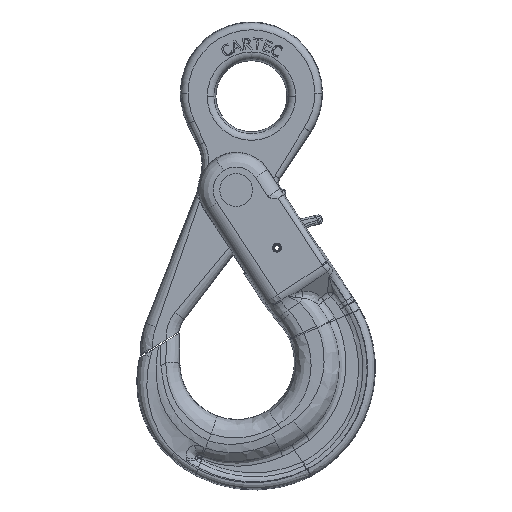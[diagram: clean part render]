
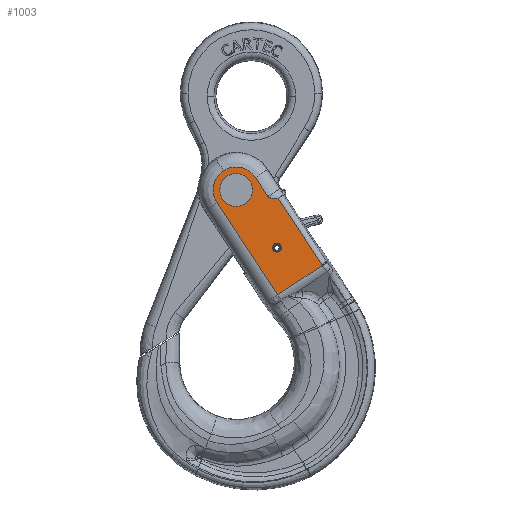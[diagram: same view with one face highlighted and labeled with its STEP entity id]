
A CAD part, top view. The second image highlights one B-rep face of the part: STEP entity #1003.
In plain terms, the highlighted planar face has unit normal (0, 0, 1).
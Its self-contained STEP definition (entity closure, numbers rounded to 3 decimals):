
#1003=ADVANCED_FACE('',(#2444,#2445,#2446),#2447,.F.);
#2444=FACE_OUTER_BOUND('',#5649,.T.);
#2445=FACE_BOUND('',#5650,.T.);
#2446=FACE_BOUND('',#5651,.T.);
#2447=PLANE('',#5652);
#5649=EDGE_LOOP('',(#17829,#17830,#17831,#17832,#17833,#17834,#17835,#17836));
#5650=EDGE_LOOP('',(#17837,#17838));
#5651=EDGE_LOOP('',(#17839,#17840));
#5652=AXIS2_PLACEMENT_3D('',#17841,#17842,#17843);
#17829=ORIENTED_EDGE('',*,*,#21839,.F.);
#17830=ORIENTED_EDGE('',*,*,#21840,.F.);
#17831=ORIENTED_EDGE('',*,*,#21841,.F.);
#17832=ORIENTED_EDGE('',*,*,#21842,.F.);
#17833=ORIENTED_EDGE('',*,*,#21843,.F.);
#17834=ORIENTED_EDGE('',*,*,#21844,.F.);
#17835=ORIENTED_EDGE('',*,*,#21845,.F.);
#17836=ORIENTED_EDGE('',*,*,#21812,.F.);
#17837=ORIENTED_EDGE('',*,*,#21793,.T.);
#17838=ORIENTED_EDGE('',*,*,#21846,.T.);
#17839=ORIENTED_EDGE('',*,*,#21847,.F.);
#17840=ORIENTED_EDGE('',*,*,#21783,.F.);
#17841=CARTESIAN_POINT('',(6.295,151.357,25.0));
#17842=DIRECTION('',(0.0,0.0,-1.0));
#17843=DIRECTION('',(0.0,-1.0,0.0));
#21783=EDGE_CURVE('',#24173,#24169,#24175,.F.);
#21793=EDGE_CURVE('',#24187,#24191,#24193,.T.);
#21812=EDGE_CURVE('',#24225,#24227,#24228,.T.);
#21839=EDGE_CURVE('',#24274,#24225,#24275,.T.);
#21840=EDGE_CURVE('',#24276,#24274,#24277,.T.);
#21841=EDGE_CURVE('',#24278,#24276,#24279,.F.);
#21842=EDGE_CURVE('',#24280,#24278,#24281,.T.);
#21843=EDGE_CURVE('',#24282,#24280,#24283,.T.);
#21844=EDGE_CURVE('',#24284,#24282,#24285,.F.);
#21845=EDGE_CURVE('',#24227,#24284,#24286,.F.);
#21846=EDGE_CURVE('',#24191,#24187,#24287,.T.);
#21847=EDGE_CURVE('',#24169,#24173,#24288,.F.);
#24169=VERTEX_POINT('',#28230);
#24173=VERTEX_POINT('',#28235);
#24175=CIRCLE('',#28238,3.125);
#24187=VERTEX_POINT('',#28252);
#24191=VERTEX_POINT('',#28257);
#24193=CIRCLE('',#28260,11.125);
#24225=VERTEX_POINT('',#28305);
#24227=VERTEX_POINT('',#28307);
#24228=LINE('',#28308,#28309);
#24274=VERTEX_POINT('',#28392);
#24275=LINE('',#28393,#28394);
#24276=VERTEX_POINT('',#28395);
#24277=B_SPLINE_CURVE_WITH_KNOTS('',3,(#28396,#28397,#28398,#28399),.UNSPECIFIED.,.F.,.F.,(4,4),(0.,1.),.UNSPECIFIED.);
#24278=VERTEX_POINT('',#28400);
#24279=LINE('',#28401,#28402);
#24280=VERTEX_POINT('',#28403);
#24281=B_SPLINE_CURVE_WITH_KNOTS('',3,(#28404,#28405,#28406,#28407,#28408,#28409,#28410,#28411,#28412,#28413,#28414,#28415,#28416,#28417,#28418,#28419,#28420,#28421,#28422),.UNSPECIFIED.,.F.,.F.,(4,3,3,3,3,3,4),(-1.,-0.789,-0.652,-0.5,-0.348,-0.211,0.0),.UNSPECIFIED.);
#24282=VERTEX_POINT('',#28423);
#24283=B_SPLINE_CURVE_WITH_KNOTS('',3,(#28424,#28425,#28426,#28427,#28428,#28429,#28430,#28431,#28432,#28433,#28434,#28435,#28436),.UNSPECIFIED.,.F.,.F.,(4,3,3,3,4),(0.,0.211,0.5,0.789,1.),.UNSPECIFIED.);
#24284=VERTEX_POINT('',#28437);
#24285=LINE('',#28438,#28439);
#24286=LINE('',#28440,#28441);
#24287=CIRCLE('',#28442,11.125);
#24288=CIRCLE('',#28443,3.125);
#28230=CARTESIAN_POINT('',(24.938,80.427,25.0));
#28235=CARTESIAN_POINT('',(31.188,80.427,25.0));
#28238=AXIS2_PLACEMENT_3D('',#37267,#37268,#37269);
#28252=CARTESIAN_POINT('',(-11.675,121.1,25.0));
#28257=CARTESIAN_POINT('',(10.575,121.1,25.0));
#28260=AXIS2_PLACEMENT_3D('',#37283,#37284,#37285);
#28305=CARTESIAN_POINT('',(59.678,68.537,25.0));
#28307=CARTESIAN_POINT('',(60.09,67.906,25.));
#28308=CARTESIAN_POINT('',(59.678,68.537,25.0));
#28309=VECTOR('',#37311,10.0);
#28392=CARTESIAN_POINT('',(29.084,115.361,25.0));
#28393=CARTESIAN_POINT('',(29.084,115.361,25.0));
#28394=VECTOR('',#37344,10.0);
#28395=CARTESIAN_POINT('',(21.746,116.539,25.));
#28396=CARTESIAN_POINT('',(21.746,116.539,25.0));
#28397=CARTESIAN_POINT('',(23.212,114.296,25.0));
#28398=CARTESIAN_POINT('',(26.638,115.753,25.0));
#28399=CARTESIAN_POINT('',(29.084,115.361,25.0));
#28400=CARTESIAN_POINT('',(12.994,129.933,25.));
#28401=CARTESIAN_POINT('',(21.746,116.539,25.));
#28402=VECTOR('',#37345,10.0);
#28403=CARTESIAN_POINT('',(-9.358,134.619,25.0));
#28404=CARTESIAN_POINT('',(-9.358,134.619,25.0));
#28405=CARTESIAN_POINT('',(-7.871,135.591,25.0));
#28406=CARTESIAN_POINT('',(-6.205,136.321,25.0));
#28407=CARTESIAN_POINT('',(-4.475,136.758,25.0));
#28408=CARTESIAN_POINT('',(-3.355,137.041,25.0));
#28409=CARTESIAN_POINT('',(-2.208,137.202,25.0));
#28410=CARTESIAN_POINT('',(-1.055,137.239,25.0));
#28411=CARTESIAN_POINT('',(0.231,137.281,25.0));
#28412=CARTESIAN_POINT('',(1.526,137.171,25.0));
#28413=CARTESIAN_POINT('',(2.788,136.906,25.0));
#28414=CARTESIAN_POINT('',(4.051,136.641,25.0));
#28415=CARTESIAN_POINT('',(5.281,136.223,25.0));
#28416=CARTESIAN_POINT('',(6.442,135.668,25.0));
#28417=CARTESIAN_POINT('',(7.483,135.17,25.0));
#28418=CARTESIAN_POINT('',(8.469,134.563,25.0));
#28419=CARTESIAN_POINT('',(9.381,133.854,25.0));
#28420=CARTESIAN_POINT('',(10.79,132.758,25.0));
#28421=CARTESIAN_POINT('',(12.023,131.421,25.0));
#28422=CARTESIAN_POINT('',(12.994,129.933,25.0));
#28423=CARTESIAN_POINT('',(-14.045,112.267,25.0));
#28424=CARTESIAN_POINT('',(-14.045,112.267,25.0));
#28425=CARTESIAN_POINT('',(-15.016,113.756,25.0));
#28426=CARTESIAN_POINT('',(-15.746,115.418,25.0));
#28427=CARTESIAN_POINT('',(-16.183,117.15,25.0));
#28428=CARTESIAN_POINT('',(-16.782,119.522,25.0));
#28429=CARTESIAN_POINT('',(-16.832,122.025,25.0));
#28430=CARTESIAN_POINT('',(-16.331,124.414,25.0));
#28431=CARTESIAN_POINT('',(-15.83,126.802,25.0));
#28432=CARTESIAN_POINT('',(-14.78,129.074,25.0));
#28433=CARTESIAN_POINT('',(-13.279,131.007,25.0));
#28434=CARTESIAN_POINT('',(-12.183,132.417,25.0));
#28435=CARTESIAN_POINT('',(-10.846,133.646,25.0));
#28436=CARTESIAN_POINT('',(-9.358,134.619,25.0));
#28437=CARTESIAN_POINT('',(28.448,47.232,25.));
#28438=CARTESIAN_POINT('',(-14.045,112.267,25.0));
#28439=VECTOR('',#37346,10.0);
#28440=CARTESIAN_POINT('',(28.474,47.249,25.));
#28441=VECTOR('',#37347,10.0);
#28442=AXIS2_PLACEMENT_3D('',#37348,#37349,#37350);
#28443=AXIS2_PLACEMENT_3D('',#37351,#37352,#37353);
#37267=CARTESIAN_POINT('',(28.063,80.427,25.0));
#37268=DIRECTION('',(0.0,0.0,-1.0));
#37269=DIRECTION('',(-1.0,0.0,0.0));
#37283=CARTESIAN_POINT('',(-0.55,121.1,25.0));
#37284=DIRECTION('',(0.0,0.0,-1.0));
#37285=DIRECTION('',(-1.0,0.0,0.0));
#37311=DIRECTION('',(0.547,-0.837,0.0));
#37344=DIRECTION('',(0.547,-0.837,0.0));
#37345=DIRECTION('',(-0.547,0.837,0.));
#37346=DIRECTION('',(0.547,-0.837,0.0));
#37347=DIRECTION('',(0.837,0.547,0.0));
#37348=CARTESIAN_POINT('',(-0.55,121.1,25.0));
#37349=DIRECTION('',(0.0,0.0,-1.0));
#37350=DIRECTION('',(-1.0,0.0,0.0));
#37351=CARTESIAN_POINT('',(28.063,80.427,25.0));
#37352=DIRECTION('',(0.0,0.0,-1.0));
#37353=DIRECTION('',(-1.0,0.0,0.0));
